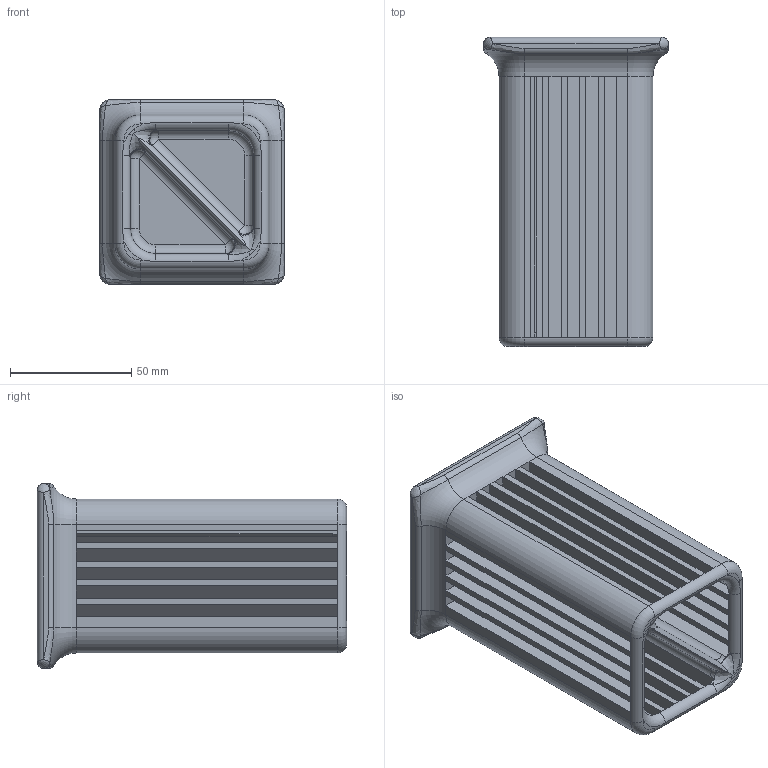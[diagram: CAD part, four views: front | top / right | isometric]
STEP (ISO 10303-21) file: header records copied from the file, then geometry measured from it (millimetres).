
FILE_DESCRIPTION(/* description */ ('STEP AP242','CAx-IF Rec.Pracs.---Representation and Presentation of Product Manufacturing Information (PMI)---4.0---2014-10-13','CAx-IF Rec.Pracs.---3D Tessellated Geometry---0.4---2014-09-14','2;1'),/* implementation_level */ '2;1');
FILE_NAME(/* name */ '66a7346bef2cb743660d9e36',/* time_stamp */ '2024-07-29T06:19:23Z',/* author */ (''),/* organization */ (''),/* preprocessor_version */ 'ST-DEVELOPER v20',/* originating_system */ ' ',/* authorisation */ ' ');
FILE_SCHEMA (('AP242_MANAGED_MODEL_BASED_3D_ENGINEERING_MIM_LF { 1 0 10303 442 1 1 4 }'));
Length unit declared in the file: metre
Products named in the file (1): Part 1
Bounding box: 76.2 x 127.51 x 76.2 mm (x, y, z)
Volume: 175286.6 mm3; surface area: 82184.8 mm2
Topology: 1 solids, 1 shells, 211 faces, 575 edges, 322 vertices
Faces by surface type: plane 123, cylinder 38, bspline 28, torus 18, sphere 4
Entity records: 9481 total; most frequent: CARTESIAN_POINT 4425, ORIENTED_EDGE 1142, DIRECTION 941, EDGE_CURVE 571, LINE 373, VECTOR 373, VERTEX_POINT 322, AXIS2_PLACEMENT_3D 284
